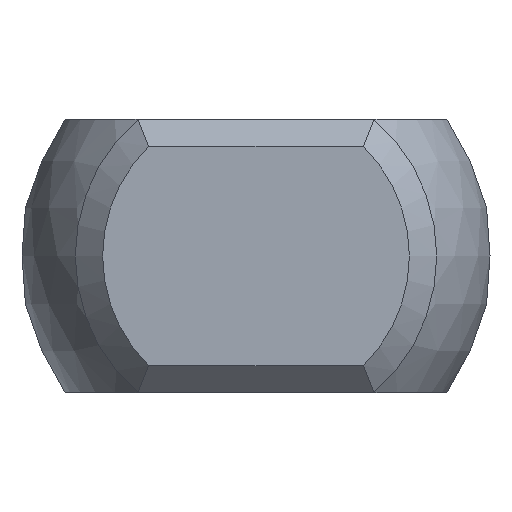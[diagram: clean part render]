
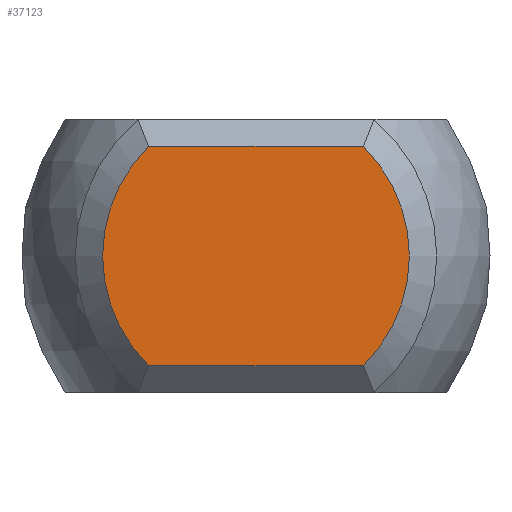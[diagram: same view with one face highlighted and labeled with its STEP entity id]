
A CAD part, left-side view. The second image highlights one B-rep face of the part: STEP entity #37123.
In plain terms, the highlighted planar face has unit normal (-1, 0, 0).
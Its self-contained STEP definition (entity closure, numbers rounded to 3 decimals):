
#35519 = PLANE('',#35520);
#35520 = AXIS2_PLACEMENT_3D('',#35521,#35522,#35523);
#35521 = CARTESIAN_POINT('',(-24.75,3.125,2.25));
#35522 = DIRECTION('',(-0.707,0.,0.707));
#35523 = DIRECTION('',(0.707,0.,0.707));
#36767 = EDGE_CURVE('',#36768,#36770,#36772,.T.);
#36768 = VERTEX_POINT('',#36769);
#36769 = CARTESIAN_POINT('',(-25.,-1.96,-2.));
#36770 = VERTEX_POINT('',#36771);
#36771 = CARTESIAN_POINT('',(-25.,1.96,-2.));
#36772 = SURFACE_CURVE('',#36773,(#36777,#36789),.PCURVE_S1.);
#36773 = LINE('',#36774,#36775);
#36774 = CARTESIAN_POINT('',(-25.,-3.125,-2.));
#36775 = VECTOR('',#36776,1.);
#36776 = DIRECTION('',(0.,1.,0.));
#36777 = PCURVE('',#36778,#36783);
#36778 = PLANE('',#36779);
#36779 = AXIS2_PLACEMENT_3D('',#36780,#36781,#36782);
#36780 = CARTESIAN_POINT('',(-24.75,-3.125,-2.25));
#36781 = DIRECTION('',(-0.707,0.,
    -0.707));
#36782 = DIRECTION('',(-0.707,0.,0.707));
#36783 = DEFINITIONAL_REPRESENTATION('',(#36784),#36788);
#36784 = LINE('',#36785,#36786);
#36785 = CARTESIAN_POINT('',(0.354,0.));
#36786 = VECTOR('',#36787,1.);
#36787 = DIRECTION('',(0.,1.));
#36788 = ( GEOMETRIC_REPRESENTATION_CONTEXT(2) 
PARAMETRIC_REPRESENTATION_CONTEXT() REPRESENTATION_CONTEXT('2D SPACE',''
  ) );
#36789 = PCURVE('',#36790,#36795);
#36790 = PLANE('',#36791);
#36791 = AXIS2_PLACEMENT_3D('',#36792,#36793,#36794);
#36792 = CARTESIAN_POINT('',(-25.,0.,0.));
#36793 = DIRECTION('',(1.,0.,0.));
#36794 = DIRECTION('',(0.,0.,-1.));
#36795 = DEFINITIONAL_REPRESENTATION('',(#36796),#36800);
#36796 = LINE('',#36797,#36798);
#36797 = CARTESIAN_POINT('',(2.,-3.125));
#36798 = VECTOR('',#36799,1.);
#36799 = DIRECTION('',(0.,1.));
#36800 = ( GEOMETRIC_REPRESENTATION_CONTEXT(2) 
PARAMETRIC_REPRESENTATION_CONTEXT() REPRESENTATION_CONTEXT('2D SPACE',''
  ) );
#36820 = CONICAL_SURFACE('',#36821,3.05,0.785);
#36821 = AXIS2_PLACEMENT_3D('',#36822,#36823,#36824);
#36822 = CARTESIAN_POINT('',(-24.75,0.,0.));
#36823 = DIRECTION('',(1.,0.,0.));
#36824 = DIRECTION('',(-0.,1.,0.));
#36870 = CONICAL_SURFACE('',#36871,3.05,0.785);
#36871 = AXIS2_PLACEMENT_3D('',#36872,#36873,#36874);
#36872 = CARTESIAN_POINT('',(-24.75,0.,0.));
#36873 = DIRECTION('',(1.,0.,0.));
#36874 = DIRECTION('',(0.,-1.,0.));
#36884 = EDGE_CURVE('',#36885,#36887,#36889,.T.);
#36885 = VERTEX_POINT('',#36886);
#36886 = CARTESIAN_POINT('',(-25.,1.96,2.));
#36887 = VERTEX_POINT('',#36888);
#36888 = CARTESIAN_POINT('',(-25.,-1.96,2.));
#36889 = SURFACE_CURVE('',#36890,(#36894,#36901),.PCURVE_S1.);
#36890 = LINE('',#36891,#36892);
#36891 = CARTESIAN_POINT('',(-25.,3.125,2.));
#36892 = VECTOR('',#36893,1.);
#36893 = DIRECTION('',(0.,-1.,0.));
#36894 = PCURVE('',#35519,#36895);
#36895 = DEFINITIONAL_REPRESENTATION('',(#36896),#36900);
#36896 = LINE('',#36897,#36898);
#36897 = CARTESIAN_POINT('',(-0.354,0.));
#36898 = VECTOR('',#36899,1.);
#36899 = DIRECTION('',(0.,-1.));
#36900 = ( GEOMETRIC_REPRESENTATION_CONTEXT(2) 
PARAMETRIC_REPRESENTATION_CONTEXT() REPRESENTATION_CONTEXT('2D SPACE',''
  ) );
#36901 = PCURVE('',#36790,#36902);
#36902 = DEFINITIONAL_REPRESENTATION('',(#36903),#36907);
#36903 = LINE('',#36904,#36905);
#36904 = CARTESIAN_POINT('',(-2.,3.125));
#36905 = VECTOR('',#36906,1.);
#36906 = DIRECTION('',(0.,-1.));
#36907 = ( GEOMETRIC_REPRESENTATION_CONTEXT(2) 
PARAMETRIC_REPRESENTATION_CONTEXT() REPRESENTATION_CONTEXT('2D SPACE',''
  ) );
#36980 = EDGE_CURVE('',#36887,#36768,#36981,.T.);
#36981 = SURFACE_CURVE('',#36982,(#36987,#36994),.PCURVE_S1.);
#36982 = CIRCLE('',#36983,2.8);
#36983 = AXIS2_PLACEMENT_3D('',#36984,#36985,#36986);
#36984 = CARTESIAN_POINT('',(-25.,0.,0.));
#36985 = DIRECTION('',(1.,0.,0.));
#36986 = DIRECTION('',(0.,-1.,0.));
#36987 = PCURVE('',#36870,#36988);
#36988 = DEFINITIONAL_REPRESENTATION('',(#36989),#36993);
#36989 = LINE('',#36990,#36991);
#36990 = CARTESIAN_POINT('',(-6.283,-0.25));
#36991 = VECTOR('',#36992,1.);
#36992 = DIRECTION('',(1.,0.));
#36993 = ( GEOMETRIC_REPRESENTATION_CONTEXT(2) 
PARAMETRIC_REPRESENTATION_CONTEXT() REPRESENTATION_CONTEXT('2D SPACE',''
  ) );
#36994 = PCURVE('',#36790,#36995);
#36995 = DEFINITIONAL_REPRESENTATION('',(#36996),#37000);
#36996 = CIRCLE('',#36997,2.8);
#36997 = AXIS2_PLACEMENT_2D('',#36998,#36999);
#36998 = CARTESIAN_POINT('',(0.,0.));
#36999 = DIRECTION('',(0.,-1.));
#37000 = ( GEOMETRIC_REPRESENTATION_CONTEXT(2) 
PARAMETRIC_REPRESENTATION_CONTEXT() REPRESENTATION_CONTEXT('2D SPACE',''
  ) );
#37006 = EDGE_CURVE('',#36770,#36885,#37007,.T.);
#37007 = SURFACE_CURVE('',#37008,(#37013,#37020),.PCURVE_S1.);
#37008 = CIRCLE('',#37009,2.8);
#37009 = AXIS2_PLACEMENT_3D('',#37010,#37011,#37012);
#37010 = CARTESIAN_POINT('',(-25.,0.,0.));
#37011 = DIRECTION('',(1.,0.,0.));
#37012 = DIRECTION('',(-0.,1.,0.));
#37013 = PCURVE('',#36820,#37014);
#37014 = DEFINITIONAL_REPRESENTATION('',(#37015),#37019);
#37015 = LINE('',#37016,#37017);
#37016 = CARTESIAN_POINT('',(0.,-0.25));
#37017 = VECTOR('',#37018,1.);
#37018 = DIRECTION('',(1.,0.));
#37019 = ( GEOMETRIC_REPRESENTATION_CONTEXT(2) 
PARAMETRIC_REPRESENTATION_CONTEXT() REPRESENTATION_CONTEXT('2D SPACE',''
  ) );
#37020 = PCURVE('',#36790,#37021);
#37021 = DEFINITIONAL_REPRESENTATION('',(#37022),#37026);
#37022 = CIRCLE('',#37023,2.8);
#37023 = AXIS2_PLACEMENT_2D('',#37024,#37025);
#37024 = CARTESIAN_POINT('',(0.,0.));
#37025 = DIRECTION('',(0.,1.));
#37026 = ( GEOMETRIC_REPRESENTATION_CONTEXT(2) 
PARAMETRIC_REPRESENTATION_CONTEXT() REPRESENTATION_CONTEXT('2D SPACE',''
  ) );
#37123 = ADVANCED_FACE('',(#37124),#36790,.F.);
#37124 = FACE_BOUND('',#37125,.T.);
#37125 = EDGE_LOOP('',(#37126,#37127,#37128,#37129));
#37126 = ORIENTED_EDGE('',*,*,#36884,.F.);
#37127 = ORIENTED_EDGE('',*,*,#37006,.F.);
#37128 = ORIENTED_EDGE('',*,*,#36767,.F.);
#37129 = ORIENTED_EDGE('',*,*,#36980,.F.);
